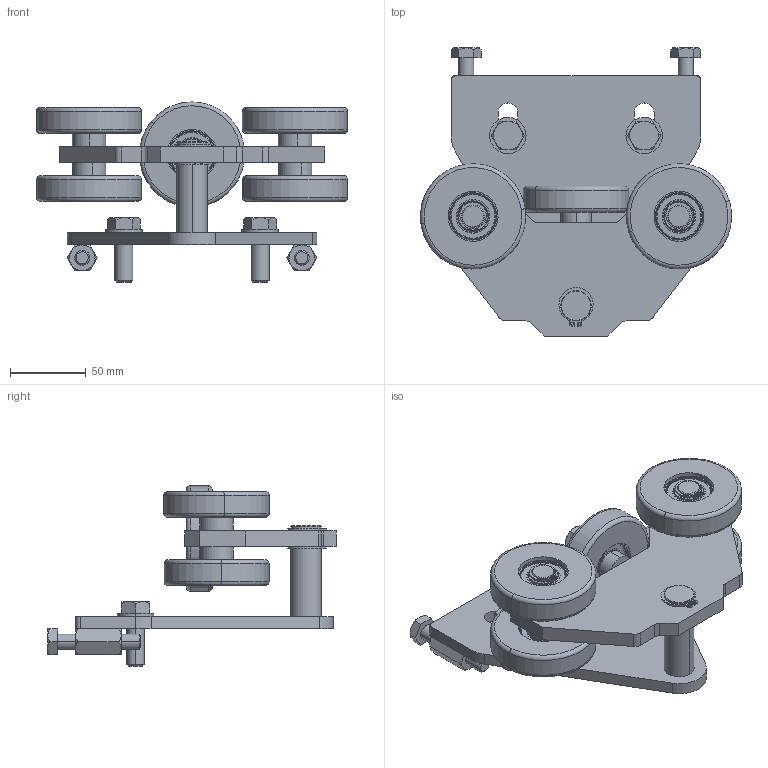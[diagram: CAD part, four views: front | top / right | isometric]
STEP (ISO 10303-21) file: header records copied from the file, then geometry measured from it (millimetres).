
FILE_DESCRIPTION (( 'STEP AP214' ), '1' );
FILE_NAME ('TS-C2-AL1_H_34-4-90x95.1-NYLON.STEP', '2023-08-14T12:34:35', ( '' ), ( '' ), 'SwSTEP 2.0', 'SolidWorks 2019', '' );
FILE_SCHEMA (( 'AUTOMOTIVE_DESIGN' ));
Length unit declared in the file: millimetre
Products named in the file (25): SS_6202_RS_16; TS-C2-AL1_H_34-4-90x95.1-NYLON; TS-C2-AL1_H_34-4-90x95-NYLON.P7_skupina; SS_6202_RS; SS_6202_RS_14; TS-C2-AL1_H_34-4-90x95-NYLON.P5; PODLOZKA DIN 125_PODLOZKA 12; SKRUTKA DIN 933 8.8 Zink._M10 x 55; Koliesko; KRUZOK DIN 471_POISTNY_KRUZOK_ 20; TS-C2-AL1_H_34-4-90x95.1-NYLON.P1_Default<Jako obrobenì>; TS-C2-AL1_H_34-4-90x95-NYLON.P6; SS_6202_RS_3; TS-C2-AL1_H_34-4-90x95-NYLON.P4_Default<Jako obrobenì>; SS_6202_RS_5; KRUZOK DIN 471_POISTNY_KRUZOK_ 15; SKRUTKA DIN 933 8.8 Zink._M12 x 35
Assembly tree (96 placements, depth 4):
  TS-C2-AL1_H_34-4-90x95.1-NYLON
    TS-C2-AL1_H_34-4-90x95.1-NYLON.P1_Default<Jako obrobenì>
    TS-C2-AL1_H_34-4-90x95-NYLON.P4_Default<Jako obrobenì>
    TS-C2-AL1_H_34-4-90x95-NYLON.P5  x2
    TS-C2-AL1_H_34-4-90x95-NYLON.P7_skupina
      SS_6202_RS
        SS_6202_RS_3  x2
        SS_6202_RS_5  x8
        SS_6202_RS_14
        SS_6202_RS_16
      Koliesko
    TS-C2-AL1_H_34-4-90x95-NYLON.P6  x4
    KRUZOK DIN 471_POISTNY_KRUZOK_ 15  x5
    TS-C2-AL1_H_34-4-90x95-NYLON.P7_skupina
      SS_6202_RS
        SS_6202_RS_3  x2
        SS_6202_RS_5  x8
        SS_6202_RS_14
        SS_6202_RS_16
      Koliesko
    TS-C2-AL1_H_34-4-90x95-NYLON.P7_skupina
      SS_6202_RS
        SS_6202_RS_3  x2
        SS_6202_RS_5  x8
        SS_6202_RS_14
        SS_6202_RS_16
      Koliesko
    TS-C2-AL1_H_34-4-90x95-NYLON.P7_skupina
      SS_6202_RS
        SS_6202_RS_3  x2
        SS_6202_RS_5  x8
        SS_6202_RS_14
        SS_6202_RS_16
      Koliesko
    TS-C2-AL1_H_34-4-90x95-NYLON.P7_skupina
      SS_6202_RS
        SS_6202_RS_3  x2
        SS_6202_RS_5  x8
        SS_6202_RS_14
        SS_6202_RS_16
      Koliesko
    KRUZOK DIN 471_POISTNY_KRUZOK_ 20  x2
    SKRUTKA DIN 933 8.8 Zink._M10 x 55  x2
    PODLOZKA DIN 125_PODLOZKA 12  x2
    SKRUTKA DIN 933 8.8 Zink._M12 x 35  x2
Bounding box: 205.45 x 190.4 x 118.94 mm (x, y, z)
Volume: 625268.2 mm3; surface area: 206901.1 mm2
Topology: 90 solids, 90 shells, 1376 faces, 3324 edges, 2042 vertices
Faces by surface type: cylinder 471, cone 352, plane 263, torus 210, sphere 80
Entity records: 14939 total; most frequent: CARTESIAN_POINT 2774, DIRECTION 2328, ORIENTED_EDGE 1832, AXIS2_PLACEMENT_3D 992, EDGE_CURVE 916, VERTEX_POINT 576, CIRCLE 484, EDGE_LOOP 458
